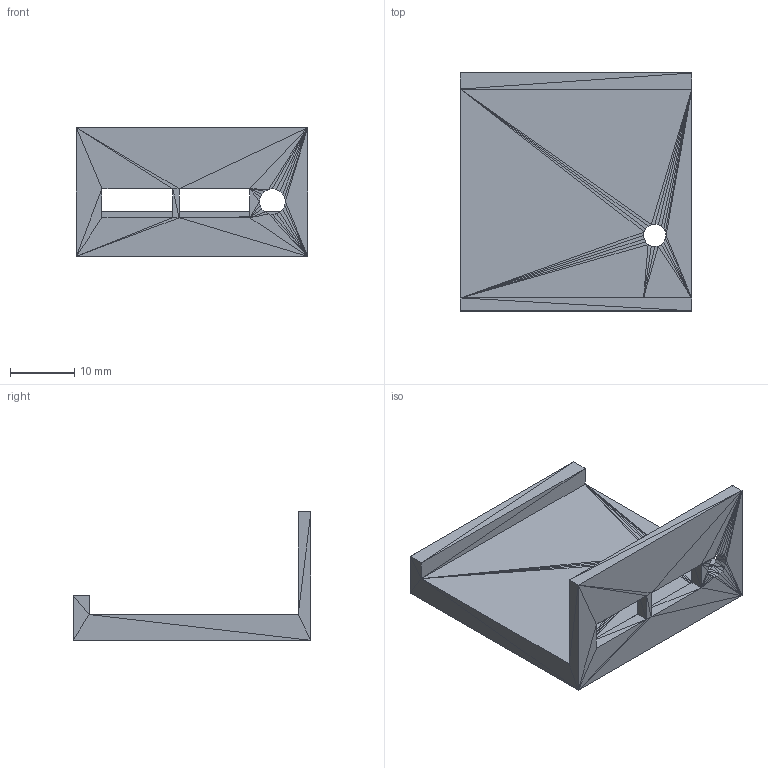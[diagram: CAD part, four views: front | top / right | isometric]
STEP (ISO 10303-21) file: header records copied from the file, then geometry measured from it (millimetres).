
FILE_DESCRIPTION(/* description */ (''),/* implementation_level */ '2;1');
FILE_NAME(/* name */ 'assimilator_base.step',/* time_stamp */ '2024-10-05T16:56:49-04:00',/* author */ (''),/* organization */ (''),/* preprocessor_version */ 'ST-DEVELOPER v20',/* originating_system */ 'Autodesk Translation Framework v13.20.0.188',/* authorisation */ '');
FILE_SCHEMA (('AUTOMOTIVE_DESIGN { 1 0 10303 214 3 1 1 }'));
Length unit declared in the file: millimetre
Products named in the file (1): (Unsaved)
Bounding box: 36 x 37 x 20 mm (x, y, z)
Volume: 6488.9 mm3; surface area: 4645.9 mm2
Topology: 1 solids, 1 shells, 238 faces, 357 edges, 113 vertices
Faces by surface type: plane 238
Entity records: 4670 total; most frequent: DIRECTION 835, ORIENTED_EDGE 714, CARTESIAN_POINT 709, LINE 357, VECTOR 357, EDGE_CURVE 357, AXIS2_PLACEMENT_3D 239, FACE_OUTER_BOUND 238
